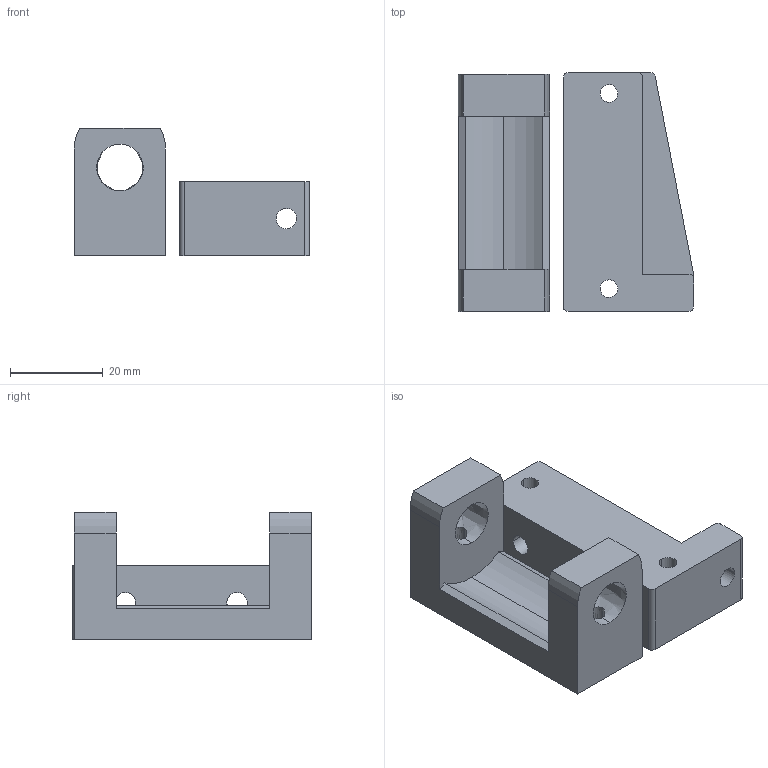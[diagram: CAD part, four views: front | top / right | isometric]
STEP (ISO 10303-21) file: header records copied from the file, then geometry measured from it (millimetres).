
FILE_DESCRIPTION(/* description */ (''),/* implementation_level */ '2;1');
FILE_NAME(/* name */ 'Z_Bracket_1-10geardown',/* time_stamp */ '2018-06-11T21:07:24+02:00',/* author */ (''),/* organization */ (''),/* preprocessor_version */ 'ST-DEVELOPER v16.5',/* originating_system */ '',/* authorisation */ '');
FILE_SCHEMA (('AUTOMOTIVE_DESIGN'));
Length unit declared in the file: millimetre
Products named in the file (1): Document
Bounding box: 50.6 x 51.39 x 27.5 mm (x, y, z)
Volume: 27105.8 mm3; surface area: 11793 mm2
Topology: 2 solids, 2 shells, 70 faces, 195 edges, 129 vertices
Faces by surface type: bspline 47, plane 23
Entity records: 2418 total; most frequent: CARTESIAN_POINT 1278, ORIENTED_EDGE 390, EDGE_CURVE 195, VERTEX_POINT 129, EDGE_LOOP 88, B_SPLINE_CURVE_WITH_KNOTS 74, ADVANCED_FACE 70, FACE_OUTER_BOUND 70
